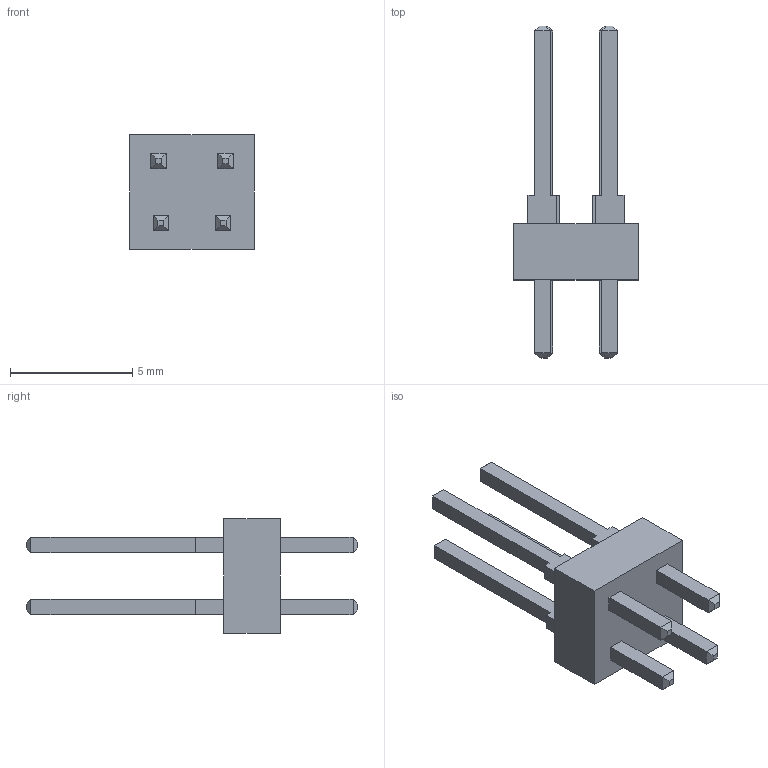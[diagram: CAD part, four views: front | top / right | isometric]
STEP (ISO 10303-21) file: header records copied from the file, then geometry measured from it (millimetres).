
FILE_DESCRIPTION(('STEP AP214'),'1');
FILE_NAME('87227-2.stp','2022-04-16T11:30:22',('TraceParts'),('TraceParts S.A.'),'Spatial InterOp 3D',' ',' ');
FILE_SCHEMA(('AUTOMOTIVE_DESIGN { 1 0 10303 214 1 1 1 1 }'));
Length unit declared in the file: millimetre
Products named in the file (1): 87227-2
Bounding box: 5.08 x 13.55 x 4.67 mm (x, y, z)
Volume: 74.1 mm3; surface area: 209.5 mm2
Topology: 1 solids, 1 shells, 94 faces, 220 edges, 136 vertices
Faces by surface type: plane 94
Entity records: 2603 total; most frequent: CARTESIAN_POINT 451, ORIENTED_EDGE 440, DIRECTION 410, EDGE_CURVE 220, LINE 220, VECTOR 220, VERTEX_POINT 136, EDGE_LOOP 102
